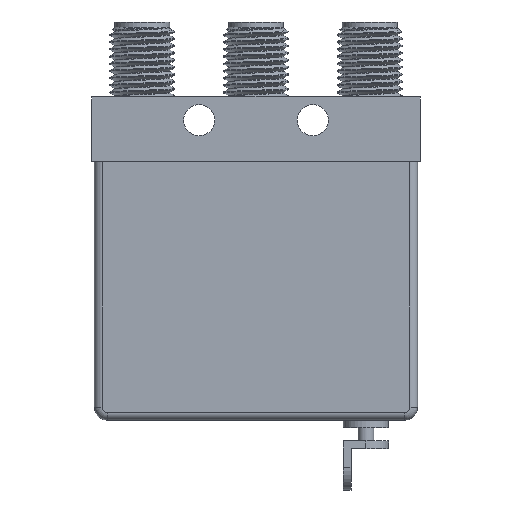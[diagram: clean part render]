
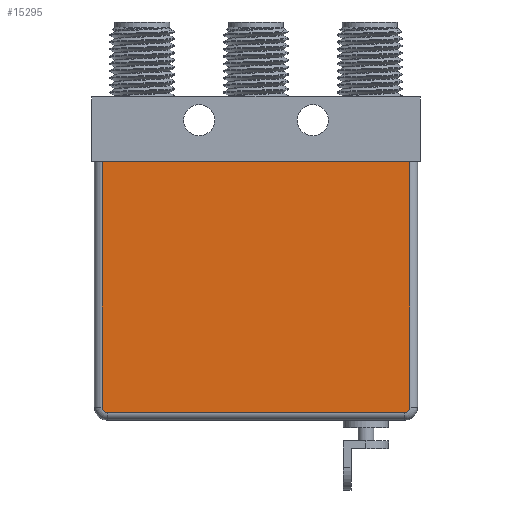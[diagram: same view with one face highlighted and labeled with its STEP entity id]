
A CAD part, front view. The second image highlights one B-rep face of the part: STEP entity #15295.
In plain terms, the highlighted planar face has unit normal (0, -1, 0).
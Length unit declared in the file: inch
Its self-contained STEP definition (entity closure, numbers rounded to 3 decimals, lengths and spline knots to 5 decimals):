
#793 = EDGE_CURVE ( 'NONE', #43302, #55240, #24281, .T. ) ;
#1350 = CIRCLE ( 'NONE', #10813, 0.02 ) ;
#1365 = DIRECTION ( 'NONE',  ( -1., 0., 0. ) ) ;
#1695 = CARTESIAN_POINT ( 'NONE',  ( -0.595, -0.26, -0.575 ) ) ;
#4265 = VERTEX_POINT ( 'NONE', #14102 ) ;
#5444 = EDGE_LOOP ( 'NONE', ( #18596, #18685, #47472, #54270, #7630, #46281 ) ) ;
#6132 = CARTESIAN_POINT ( 'NONE',  ( 0.595, -0.26, 0.375 ) ) ;
#6537 = AXIS2_PLACEMENT_3D ( 'NONE', #38916, #9818, #43754 ) ;
#7630 = ORIENTED_EDGE ( 'NONE', *, *, #42239, .T. ) ;
#7928 = LINE ( 'NONE', #6132, #47330 ) ;
#9818 = DIRECTION ( 'NONE',  ( 0., -1., 0. ) ) ;
#9846 = VECTOR ( 'NONE', #1365, 39.37008 ) ;
#10753 = DIRECTION ( 'NONE',  ( 0., -1., 0. ) ) ;
#10771 = DIRECTION ( 'NONE',  ( 0., 0., 1. ) ) ;
#10813 = AXIS2_PLACEMENT_3D ( 'NONE', #20970, #10753, #49489 ) ;
#13786 = CARTESIAN_POINT ( 'NONE',  ( -0.595, -0.26, -0.575 ) ) ;
#14102 = CARTESIAN_POINT ( 'NONE',  ( 0.575, -0.26, -0.595 ) ) ;
#14628 = DIRECTION ( 'NONE',  ( 0., 0., -1. ) ) ;
#15295 = ADVANCED_FACE ( 'NONE', ( #19258 ), #43959, .T. ) ;
#18596 = ORIENTED_EDGE ( 'NONE', *, *, #793, .T. ) ;
#18685 = ORIENTED_EDGE ( 'NONE', *, *, #24484, .T. ) ;
#19085 = VERTEX_POINT ( 'NONE', #60562 ) ;
#19258 = FACE_OUTER_BOUND ( 'NONE', #5444, .T. ) ;
#20970 = CARTESIAN_POINT ( 'NONE',  ( 0.575, -0.26, -0.575 ) ) ;
#23160 = CIRCLE ( 'NONE', #43805, 0.02 ) ;
#23702 = LINE ( 'NONE', #1695, #26779 ) ;
#24281 = LINE ( 'NONE', #40809, #9846 ) ;
#24484 = EDGE_CURVE ( 'NONE', #55240, #47187, #23702, .T. ) ;
#26779 = VECTOR ( 'NONE', #45342, 39.37008 ) ;
#37531 = CARTESIAN_POINT ( 'NONE',  ( -0.575, -0.26, -0.595 ) ) ;
#37655 = LINE ( 'NONE', #44237, #52744 ) ;
#38916 = CARTESIAN_POINT ( 'NONE',  ( 0., -0.26, 0. ) ) ;
#40809 = CARTESIAN_POINT ( 'NONE',  ( 0., -0.26, 0.375 ) ) ;
#42239 = EDGE_CURVE ( 'NONE', #4265, #19085, #1350, .T. ) ;
#43302 = VERTEX_POINT ( 'NONE', #56309 ) ;
#43754 = DIRECTION ( 'NONE',  ( 0., 0., -1. ) ) ;
#43805 = AXIS2_PLACEMENT_3D ( 'NONE', #44082, #58573, #14628 ) ;
#43886 = EDGE_CURVE ( 'NONE', #60997, #4265, #37655, .T. ) ;
#43959 = PLANE ( 'NONE',  #6537 ) ;
#44082 = CARTESIAN_POINT ( 'NONE',  ( -0.575, -0.26, -0.575 ) ) ;
#44237 = CARTESIAN_POINT ( 'NONE',  ( 0.575, -0.26, -0.595 ) ) ;
#45342 = DIRECTION ( 'NONE',  ( 0., 0., -1. ) ) ;
#46281 = ORIENTED_EDGE ( 'NONE', *, *, #62693, .T. ) ;
#47187 = VERTEX_POINT ( 'NONE', #13786 ) ;
#47330 = VECTOR ( 'NONE', #10771, 39.37008 ) ;
#47472 = ORIENTED_EDGE ( 'NONE', *, *, #50921, .T. ) ;
#49039 = DIRECTION ( 'NONE',  ( 1., 0., 0. ) ) ;
#49214 = CARTESIAN_POINT ( 'NONE',  ( -0.595, -0.26, 0.375 ) ) ;
#49489 = DIRECTION ( 'NONE',  ( 0., 0., -1. ) ) ;
#50921 = EDGE_CURVE ( 'NONE', #47187, #60997, #23160, .T. ) ;
#52744 = VECTOR ( 'NONE', #49039, 39.37008 ) ;
#54270 = ORIENTED_EDGE ( 'NONE', *, *, #43886, .T. ) ;
#55240 = VERTEX_POINT ( 'NONE', #49214 ) ;
#56309 = CARTESIAN_POINT ( 'NONE',  ( 0.595, -0.26, 0.375 ) ) ;
#58573 = DIRECTION ( 'NONE',  ( 0., -1., 0. ) ) ;
#60562 = CARTESIAN_POINT ( 'NONE',  ( 0.595, -0.26, -0.575 ) ) ;
#60997 = VERTEX_POINT ( 'NONE', #37531 ) ;
#62693 = EDGE_CURVE ( 'NONE', #19085, #43302, #7928, .T. ) ;
